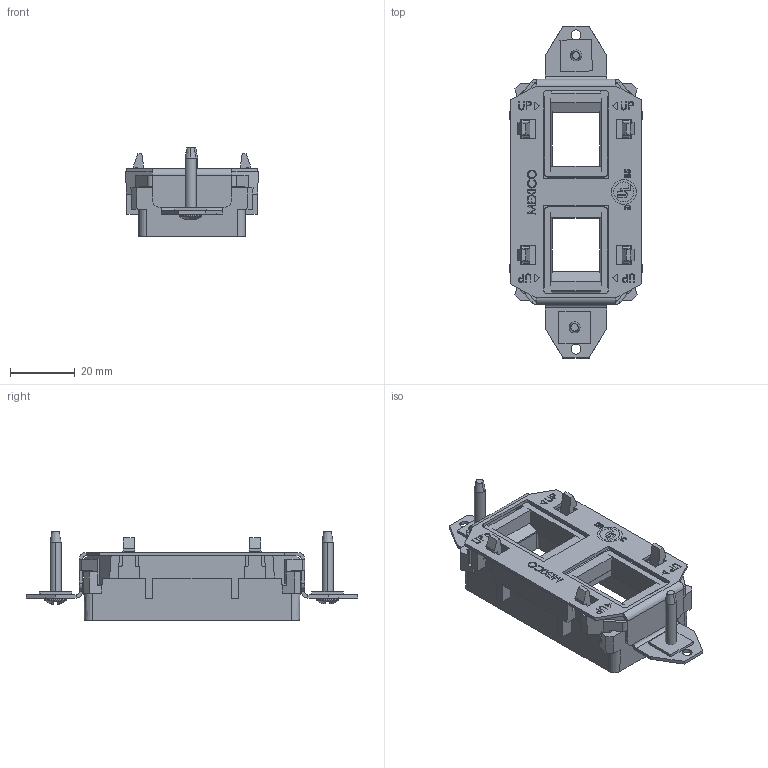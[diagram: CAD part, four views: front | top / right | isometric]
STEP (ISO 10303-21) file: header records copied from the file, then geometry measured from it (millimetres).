
FILE_DESCRIPTION (( 'STEP AP214' ), '1' );
FILE_NAME ('ORC6934-M01.STEP', '2025-09-30T19:12:24', ( '' ), ( '' ), 'SwSTEP 2.0', 'SolidWorks 2024', '' );
FILE_SCHEMA (( 'AUTOMOTIVE_DESIGN' ));
Length unit declared in the file: inch
Products named in the file (1): ORC6934-M01
Bounding box: 40.94 x 102.31 x 27.3 mm (x, y, z)
Volume: 16619.5 mm3; surface area: 20502.7 mm2
Topology: 6 solids, 6 shells, 786 faces, 2293 edges, 1564 vertices
Faces by surface type: plane 594, bspline 70, cylinder 60, cone 50, torus 8, sphere 4
Entity records: 30291 total; most frequent: CARTESIAN_POINT 9849, ORIENTED_EDGE 4578, DIRECTION 3680, EDGE_CURVE 2289, LINE 1684, VECTOR 1684, VERTEX_POINT 1564, AXIS2_PLACEMENT_3D 998
